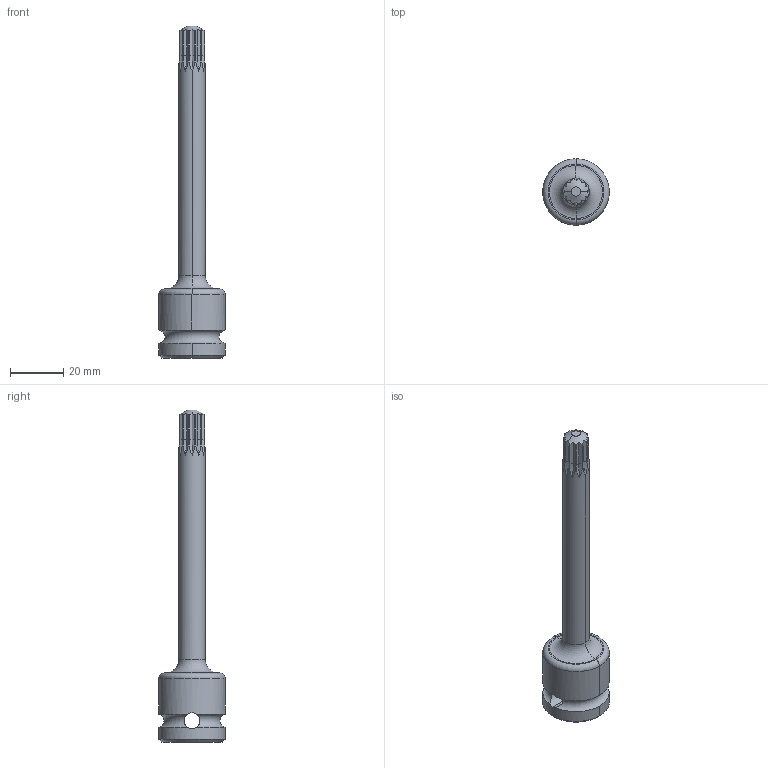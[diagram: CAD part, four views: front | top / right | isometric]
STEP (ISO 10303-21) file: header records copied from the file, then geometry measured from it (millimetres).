
FILE_DESCRIPTION((''),'2;1');
FILE_NAME('4027132510','2023-08-22T11:14:49',('A00565553'),(''),'CREO PARAMETRIC BY PTC INC, 2022414','CREO PARAMETRIC BY PTC INC, 2022414','');
FILE_SCHEMA(('CONFIG_CONTROL_DESIGN','GEOMETRIC_VALIDATION_PROPERTIES_MIM'));
Length unit declared in the file: millimetre
Products named in the file (1): 4027132510
Bounding box: 25 x 25 x 125 mm (x, y, z)
Volume: 16908.3 mm3; surface area: 6866.5 mm2
Topology: 1 solids, 1 shells, 114 faces, 285 edges, 172 vertices
Faces by surface type: plane 37, cone 32, cylinder 27, torus 18
Entity records: 4613 total; most frequent: CARTESIAN_POINT 1049, ORIENTED_EDGE 570, DIRECTION 504, PRESENTATION_STYLE_ASSIGNMENT 286, STYLED_ITEM 286, CURVE_STYLE 285, EDGE_CURVE 285, AXIS2_PLACEMENT_3D 204
